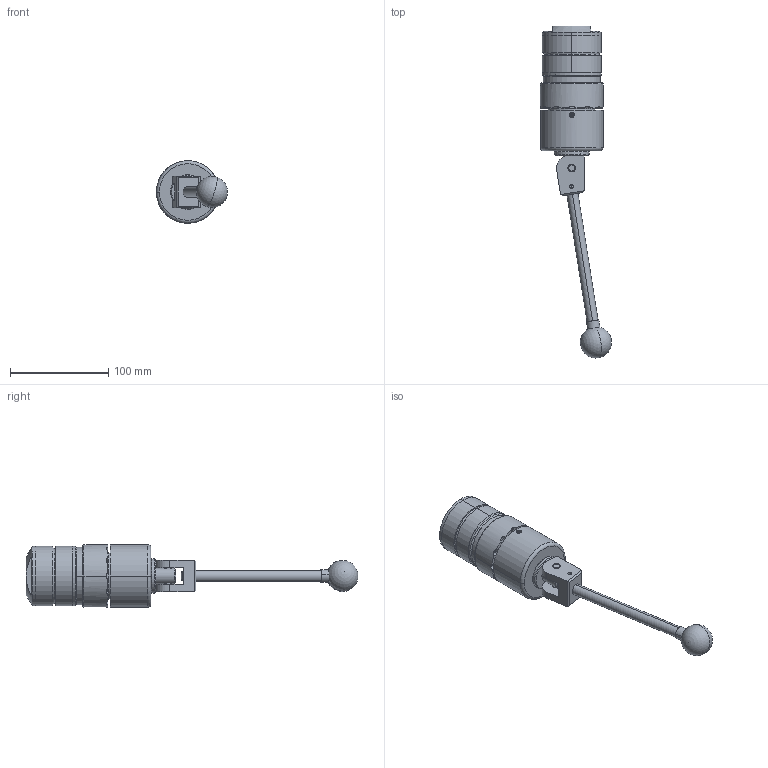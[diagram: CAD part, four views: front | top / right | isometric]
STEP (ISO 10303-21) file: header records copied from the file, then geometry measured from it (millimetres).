
FILE_DESCRIPTION (( 'STEP AP214' ), '1' );
FILE_NAME ('CTSC-003640.STEP', '2025-06-01T18:10:17', ( '' ), ( '' ), 'SwSTEP 2.0', 'SolidWorks 2023', '' );
FILE_SCHEMA (( 'AUTOMOTIVE_DESIGN' ));
Length unit declared in the file: inch
Products named in the file (1): CTSC-003640
Bounding box: 72.13 x 337.12 x 63.5 mm (x, y, z)
Volume: 407803.5 mm3; surface area: 86905.1 mm2
Topology: 10 solids, 11 shells, 288 faces, 686 edges, 427 vertices
Faces by surface type: cylinder 112, plane 103, cone 48, torus 20, bspline 3, sphere 2
Entity records: 13635 total; most frequent: CARTESIAN_POINT 3203, DIRECTION 1413, ORIENTED_EDGE 1354, EDGE_CURVE 677, AXIS2_PLACEMENT_3D 578, VERTEX_POINT 424, EDGE_LOOP 323, LENGTH_MEASURE_WITH_UNIT 294
